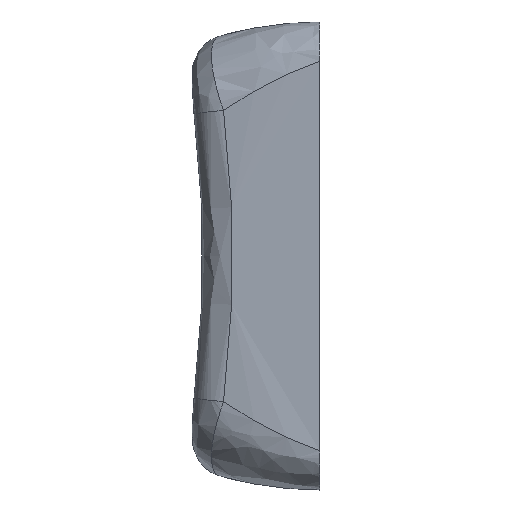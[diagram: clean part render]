
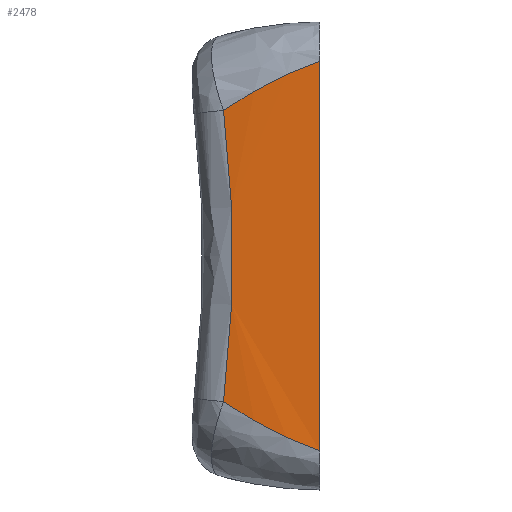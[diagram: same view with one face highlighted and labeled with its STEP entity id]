
A CAD part, left-side view. The second image highlights one B-rep face of the part: STEP entity #2478.
In plain terms, the highlighted free-form (B-spline) face has degree [1, 2] with [2, 3] control points.
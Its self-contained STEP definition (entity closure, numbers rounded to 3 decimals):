
#34=(
BOUNDED_SURFACE()
B_SPLINE_SURFACE(1,2,((#5105,#5106,#5107),(#5108,#5109,#5110)),
 .UNSPECIFIED.,.F.,.F.,.F.)
B_SPLINE_SURFACE_WITH_KNOTS((2,2),(3,3),(-0.33,0.33),
(-1.735,-1.571),.UNSPECIFIED.)
GEOMETRIC_REPRESENTATION_ITEM()
RATIONAL_B_SPLINE_SURFACE(((1.,0.997,1.),(1.,0.997,
1.)))
REPRESENTATION_ITEM('')
SURFACE()
);
#73=B_SPLINE_CURVE_WITH_KNOTS('',3,(#3673,#3674,#3675,#3676),
 .UNSPECIFIED.,.F.,.F.,(4,4),(-1.116,0.),.UNSPECIFIED.);
#133=B_SPLINE_CURVE_WITH_KNOTS('',3,(#5090,#5091,#5092,#5093),
 .UNSPECIFIED.,.F.,.F.,(4,4),(0.162,0.418),
 .UNSPECIFIED.);
#135=B_SPLINE_CURVE_WITH_KNOTS('',3,(#5101,#5102,#5103,#5104),
 .UNSPECIFIED.,.F.,.F.,(4,4),(0.033,0.162),
 .UNSPECIFIED.);
#136=B_SPLINE_CURVE_WITH_KNOTS('',3,(#5113,#5114,#5115,#5116),
 .UNSPECIFIED.,.F.,.F.,(4,4),(0.,0.256),
 .UNSPECIFIED.);
#137=B_SPLINE_CURVE_WITH_KNOTS('',3,(#5118,#5119,#5120,#5121),
 .UNSPECIFIED.,.F.,.F.,(4,4),(0.256,0.385),
 .UNSPECIFIED.);
#310=FACE_OUTER_BOUND('',#449,.T.);
#449=EDGE_LOOP('',(#2179,#2180,#2181,#2182,#2183,#2184));
#698=LINE('',#5117,#940);
#940=VECTOR('',#3094,9.19);
#1087=VERTEX_POINT('',#3624);
#1092=VERTEX_POINT('',#3671);
#1157=VERTEX_POINT('',#5088);
#1158=VERTEX_POINT('',#5089);
#1159=VERTEX_POINT('',#5111);
#1160=VERTEX_POINT('',#5112);
#1404=EDGE_CURVE('',#1092,#1087,#73,.T.);
#1508=EDGE_CURVE('',#1157,#1158,#133,.T.);
#1510=EDGE_CURVE('',#1087,#1157,#135,.T.);
#1511=EDGE_CURVE('',#1159,#1160,#136,.T.);
#1512=EDGE_CURVE('',#1158,#1159,#698,.T.);
#1513=EDGE_CURVE('',#1160,#1092,#137,.T.);
#2179=ORIENTED_EDGE('',*,*,#1511,.F.);
#2180=ORIENTED_EDGE('',*,*,#1512,.F.);
#2181=ORIENTED_EDGE('',*,*,#1508,.F.);
#2182=ORIENTED_EDGE('',*,*,#1510,.F.);
#2183=ORIENTED_EDGE('',*,*,#1404,.F.);
#2184=ORIENTED_EDGE('',*,*,#1513,.F.);
#2478=ADVANCED_FACE('',(#310),#34,.F.);
#3094=DIRECTION('',(0.,0.,-1.));
#3624=CARTESIAN_POINT('',(-22.314,6.882,-54.516));
#3671=CARTESIAN_POINT('',(-22.314,6.882,-64.755));
#3673=CARTESIAN_POINT('Ctrl Pts',(-22.314,6.882,-64.755));
#3674=CARTESIAN_POINT('Ctrl Pts',(-22.383,6.456,-61.356));
#3675=CARTESIAN_POINT('Ctrl Pts',(-22.383,6.456,-57.915));
#3676=CARTESIAN_POINT('Ctrl Pts',(-22.314,6.882,-54.516));
#5088=CARTESIAN_POINT('',(-22.46,5.8,-53.841));
#5089=CARTESIAN_POINT('',(-22.585,3.5,-52.789));
#5090=CARTESIAN_POINT('Ctrl Pts',(-22.46,5.8,-53.841));
#5091=CARTESIAN_POINT('Ctrl Pts',(-22.539,5.065,-53.425));
#5092=CARTESIAN_POINT('Ctrl Pts',(-22.585,4.292,-53.07));
#5093=CARTESIAN_POINT('Ctrl Pts',(-22.585,3.5,-52.789));
#5101=CARTESIAN_POINT('Ctrl Pts',(-22.314,6.882,-54.516));
#5102=CARTESIAN_POINT('Ctrl Pts',(-22.37,6.533,-54.276));
#5103=CARTESIAN_POINT('Ctrl Pts',(-22.419,6.171,-54.051));
#5104=CARTESIAN_POINT('Ctrl Pts',(-22.46,5.8,-53.841));
#5105=CARTESIAN_POINT('Ctrl Pts',(-22.314,6.882,-66.482));
#5106=CARTESIAN_POINT('Ctrl Pts',(-22.585,5.202,-66.482));
#5107=CARTESIAN_POINT('Ctrl Pts',(-22.585,3.5,-66.482));
#5108=CARTESIAN_POINT('Ctrl Pts',(-22.314,6.882,-52.789));
#5109=CARTESIAN_POINT('Ctrl Pts',(-22.585,5.202,-52.789));
#5110=CARTESIAN_POINT('Ctrl Pts',(-22.585,3.5,-52.789));
#5111=CARTESIAN_POINT('',(-22.585,3.5,-66.482));
#5112=CARTESIAN_POINT('',(-22.46,5.8,-65.43));
#5113=CARTESIAN_POINT('Ctrl Pts',(-22.585,3.5,-66.482));
#5114=CARTESIAN_POINT('Ctrl Pts',(-22.585,4.291,-66.201));
#5115=CARTESIAN_POINT('Ctrl Pts',(-22.539,5.065,-65.846));
#5116=CARTESIAN_POINT('Ctrl Pts',(-22.46,5.8,-65.43));
#5117=CARTESIAN_POINT('',(-22.585,3.5,-59.635));
#5118=CARTESIAN_POINT('Ctrl Pts',(-22.46,5.8,-65.43));
#5119=CARTESIAN_POINT('Ctrl Pts',(-22.419,6.171,-65.22));
#5120=CARTESIAN_POINT('Ctrl Pts',(-22.37,6.533,-64.995));
#5121=CARTESIAN_POINT('Ctrl Pts',(-22.314,6.882,-64.755));
